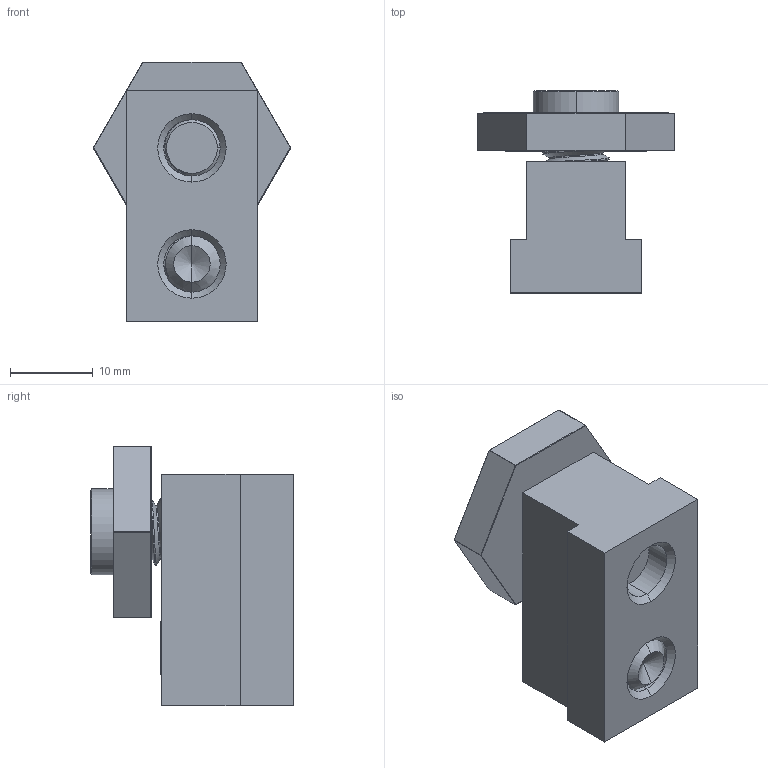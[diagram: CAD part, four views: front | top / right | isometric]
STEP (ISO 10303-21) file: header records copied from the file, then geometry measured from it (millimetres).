
FILE_DESCRIPTION (( 'STEP AP214' ), '1' );
FILE_NAME ('50426.STEP', '2020-10-08T13:46:01', ( 'Mike W' ), ( '' ), 'SwSTEP 2.0', 'SolidWorks 2018', '' );
FILE_SCHEMA (( 'AUTOMOTIVE_DESIGN' ));
Length unit declared in the file: inch
Products named in the file (7): 10584_10584; (TSN) T-Nut Assemblies (English& Metric Configured)_50712; TSN-Nut Bodies (Std Configured)_507121; M816MM SSS_M816MM SSS; 50426; 50208_50208; 50367_50367
Assembly tree (6 placements, depth 3):
  50426
    (TSN) T-Nut Assemblies (English& Metric Configured)_50712
      TSN-Nut Bodies (Std Configured)_507121
      M816MM SSS_M816MM SSS
    50208_50208
      10584_10584
      50367_50367
Bounding box: 23.8 x 24.42 x 31.26 mm (x, y, z)
Volume: 7710.3 mm3; surface area: 5471.4 mm2
Topology: 4 solids, 4 shells, 175 faces, 424 edges, 245 vertices
Faces by surface type: cylinder 77, plane 42, cone 38, sphere 12, bspline 6
Entity records: 9500 total; most frequent: CARTESIAN_POINT 5514, ORIENTED_EDGE 816, DIRECTION 734, EDGE_CURVE 408, AXIS2_PLACEMENT_3D 281, VERTEX_POINT 245, EDGE_LOOP 185, ADVANCED_FACE 175
